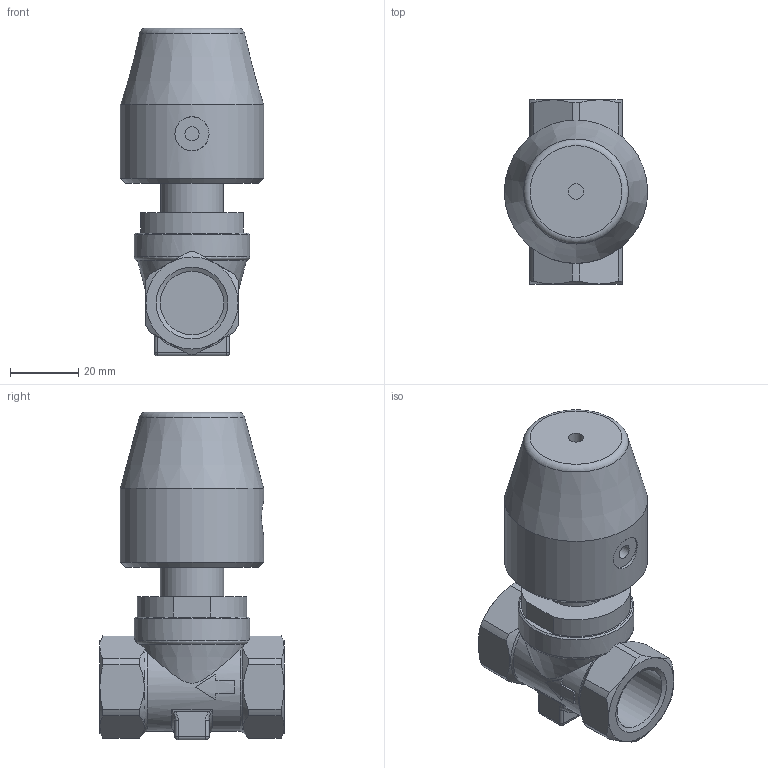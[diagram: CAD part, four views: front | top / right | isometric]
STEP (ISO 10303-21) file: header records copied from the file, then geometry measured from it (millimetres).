
FILE_DESCRIPTION(/* description */ ('2/2 direkt-druckgest. Tellerventil'),/* implementation_level */ '2;1');
FILE_NAME(/* name */ '063.003400_A6369-1001-7003.stp',/* time_stamp */ '2023-10-19T07:47:01+02:00',/* author */ ('CBeuthner'),/* organization */ (''),/* preprocessor_version */ 'ST-DEVELOPER v16.1',/* originating_system */ 'Autodesk Inventor 2016',/* authorisation */ '');
FILE_SCHEMA (('CONFIG_CONTROL_DESIGN'));
Length unit declared in the file: millimetre
Products named in the file (1): 88-001675
Bounding box: 42 x 54 x 96.1 mm (x, y, z)
Volume: 94034.6 mm3; surface area: 17717.1 mm2
Topology: 1 solids, 1 shells, 125 faces, 299 edges, 180 vertices
Faces by surface type: plane 46, cylinder 37, cone 23, bspline 8, torus 7, sphere 4
Full cylindrical faces by diameter (mm): 3.242 x2, 4.134 x1, 4.5 x1, 10 x1, 18.5 x1, 18.631 x2, 34 x1, 42 x1
Entity records: 3747 total; most frequent: CARTESIAN_POINT 1077, DIRECTION 554, ORIENTED_EDGE 536, EDGE_CURVE 268, AXIS2_PLACEMENT_3D 240, VERTEX_POINT 176, EDGE_LOOP 156, FACE_OUTER_BOUND 125
